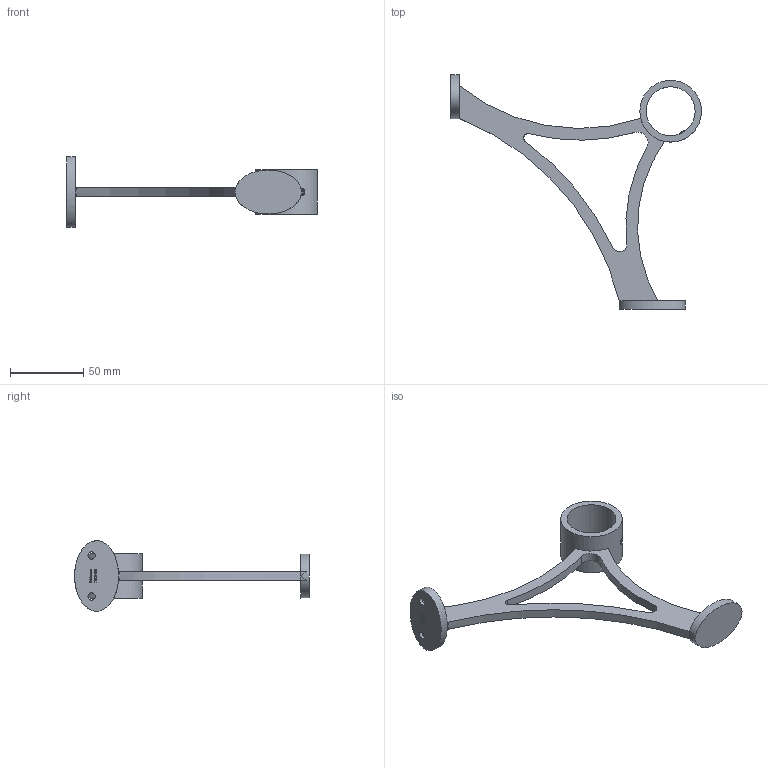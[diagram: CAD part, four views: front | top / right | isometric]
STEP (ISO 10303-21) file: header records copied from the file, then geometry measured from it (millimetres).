
FILE_DESCRIPTION (( 'STEP AP203' ), '1' );
FILE_NAME ('70010-240.STEP', '2024-01-08T10:14:33', ( '' ), ( '' ), 'SwSTEP 2.0', 'SolidWorks 2018', '' );
FILE_SCHEMA (( 'CONFIG_CONTROL_DESIGN' ));
Length unit declared in the file: millimetre
Products named in the file (3): 70010-240 Teil1_70010-240 Teil1; 70010-240; socket set screw flat point_din_DIN 913 - M5 x 5-S
Assembly tree (2 placements, depth 2):
  70010-240
    70010-240 Teil1_70010-240 Teil1
    socket set screw flat point_din_DIN 913 - M5 x 5-S
Bounding box: 171 x 159.98 x 47.99 mm (x, y, z)
Volume: 50538.4 mm3; surface area: 25537.5 mm2
Topology: 2 solids, 2 shells, 264 faces, 680 edges, 443 vertices
Faces by surface type: plane 131, bspline 96, cylinder 21, cone 16
Full cylindrical faces by diameter (mm): 4.2 x1, 5 x7, 10.1 x2, 33.4 x1, 42 x1
Entity records: 13742 total; most frequent: CARTESIAN_POINT 7804, ORIENTED_EDGE 1282, DIRECTION 843, EDGE_CURVE 641, VERTEX_POINT 438, LINE 393, VECTOR 393, EDGE_LOOP 331
